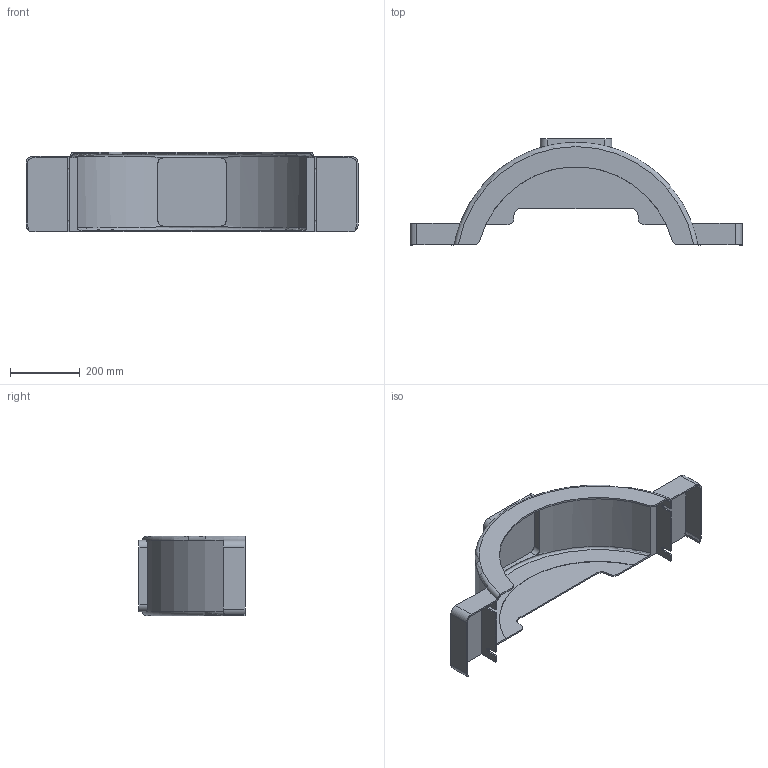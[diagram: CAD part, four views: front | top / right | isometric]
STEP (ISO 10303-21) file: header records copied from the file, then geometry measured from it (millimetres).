
FILE_DESCRIPTION (( 'STEP AP203' ), '1' );
FILE_NAME ('MUDGUARD_REV_A.step', '2025-09-06T23:52:53', ( '' ), ( '' ), 'SwSTEP 2.0', 'SolidWorks 2024', '' );
FILE_SCHEMA (( 'CONFIG_CONTROL_DESIGN' ));
Length unit declared in the file: millimetre
Products named in the file (1): MUDGUARD_REV_A
Bounding box: 955 x 305 x 230 mm (x, y, z)
Volume: 2763524.5 mm3; surface area: 977587.6 mm2
Topology: 1 solids, 1 shells, 90 faces, 254 edges, 166 vertices
Faces by surface type: plane 54, cylinder 32, torus 4
Entity records: 3350 total; most frequent: CARTESIAN_POINT 908, ORIENTED_EDGE 508, DIRECTION 490, EDGE_CURVE 254, VECTOR 168, LINE 168, VERTEX_POINT 166, AXIS2_PLACEMENT_3D 161
